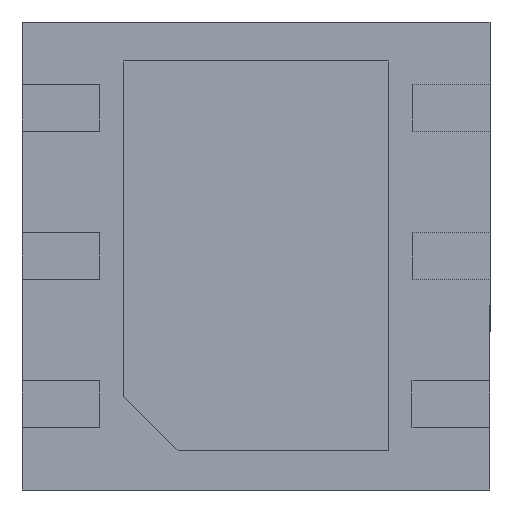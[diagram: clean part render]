
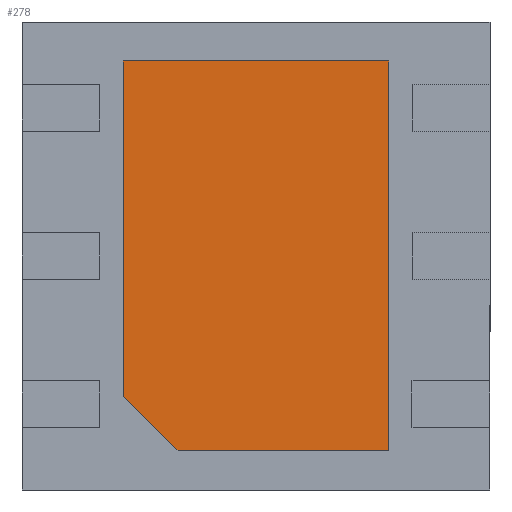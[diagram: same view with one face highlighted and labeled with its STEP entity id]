
A CAD part, front view. The second image highlights one B-rep face of the part: STEP entity #278.
In plain terms, the highlighted planar face has unit normal (0, -1, 0).
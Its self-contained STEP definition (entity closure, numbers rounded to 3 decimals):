
#30 = EDGE_CURVE ( 'NONE', #217, #567, #631, .T. ) ;
#55 = VERTEX_POINT ( 'NONE', #428 ) ;
#57 = LINE ( 'NONE', #1015, #520 ) ;
#99 = CARTESIAN_POINT ( 'NONE',  ( 0.85, 0., -1.25 ) ) ;
#105 = CARTESIAN_POINT ( 'NONE',  ( -0.85, 0., 0. ) ) ;
#115 = ORIENTED_EDGE ( 'NONE', *, *, #1084, .T. ) ;
#195 = DIRECTION ( 'NONE',  ( 0., 0., -1. ) ) ;
#216 = EDGE_LOOP ( 'NONE', ( #390, #115, #792, #251, #380 ) ) ;
#217 = VERTEX_POINT ( 'NONE', #288 ) ;
#251 = ORIENTED_EDGE ( 'NONE', *, *, #30, .T. ) ;
#278 = ADVANCED_FACE ( 'NONE', ( #968 ), #899, .F. ) ;
#288 = CARTESIAN_POINT ( 'NONE',  ( -0.85, 0., 1.25 ) ) ;
#291 = CARTESIAN_POINT ( 'NONE',  ( -0.85, 0., -0.9 ) ) ;
#321 = VECTOR ( 'NONE', #195, 1000. ) ;
#377 = AXIS2_PLACEMENT_3D ( 'NONE', #473, #648, #1070 ) ;
#380 = ORIENTED_EDGE ( 'NONE', *, *, #967, .T. ) ;
#390 = ORIENTED_EDGE ( 'NONE', *, *, #1027, .T. ) ;
#403 = DIRECTION ( 'NONE',  ( 0.707, 0., -0.707 ) ) ;
#412 = VECTOR ( 'NONE', #403, 1000. ) ;
#425 = CARTESIAN_POINT ( 'NONE',  ( 0.85, 0., 0. ) ) ;
#428 = CARTESIAN_POINT ( 'NONE',  ( 0.85, 0., 1.25 ) ) ;
#455 = DIRECTION ( 'NONE',  ( -1., 0., 0. ) ) ;
#473 = CARTESIAN_POINT ( 'NONE',  ( 0., 0., 0. ) ) ;
#520 = VECTOR ( 'NONE', #756, 1000. ) ;
#567 = VERTEX_POINT ( 'NONE', #291 ) ;
#583 = DIRECTION ( 'NONE',  ( 0., 0., 1. ) ) ;
#629 = EDGE_CURVE ( 'NONE', #55, #217, #691, .T. ) ;
#631 = LINE ( 'NONE', #105, #321 ) ;
#638 = CARTESIAN_POINT ( 'NONE',  ( -0.875, 0., -0.875 ) ) ;
#647 = VERTEX_POINT ( 'NONE', #872 ) ;
#648 = DIRECTION ( 'NONE',  ( 0., 1., 0. ) ) ;
#691 = LINE ( 'NONE', #781, #713 ) ;
#702 = LINE ( 'NONE', #638, #412 ) ;
#713 = VECTOR ( 'NONE', #455, 1000. ) ;
#756 = DIRECTION ( 'NONE',  ( 1., 0., 0. ) ) ;
#781 = CARTESIAN_POINT ( 'NONE',  ( 0., 0., 1.25 ) ) ;
#792 = ORIENTED_EDGE ( 'NONE', *, *, #629, .T. ) ;
#872 = CARTESIAN_POINT ( 'NONE',  ( -0.5, 0., -1.25 ) ) ;
#899 = PLANE ( 'NONE',  #377 ) ;
#937 = LINE ( 'NONE', #425, #1019 ) ;
#967 = EDGE_CURVE ( 'NONE', #567, #647, #702, .T. ) ;
#968 = FACE_OUTER_BOUND ( 'NONE', #216, .T. ) ;
#1015 = CARTESIAN_POINT ( 'NONE',  ( 0., 0., -1.25 ) ) ;
#1019 = VECTOR ( 'NONE', #583, 1000. ) ;
#1027 = EDGE_CURVE ( 'NONE', #647, #1077, #57, .T. ) ;
#1070 = DIRECTION ( 'NONE',  ( 0., 0., 1. ) ) ;
#1077 = VERTEX_POINT ( 'NONE', #99 ) ;
#1084 = EDGE_CURVE ( 'NONE', #1077, #55, #937, .T. ) ;
